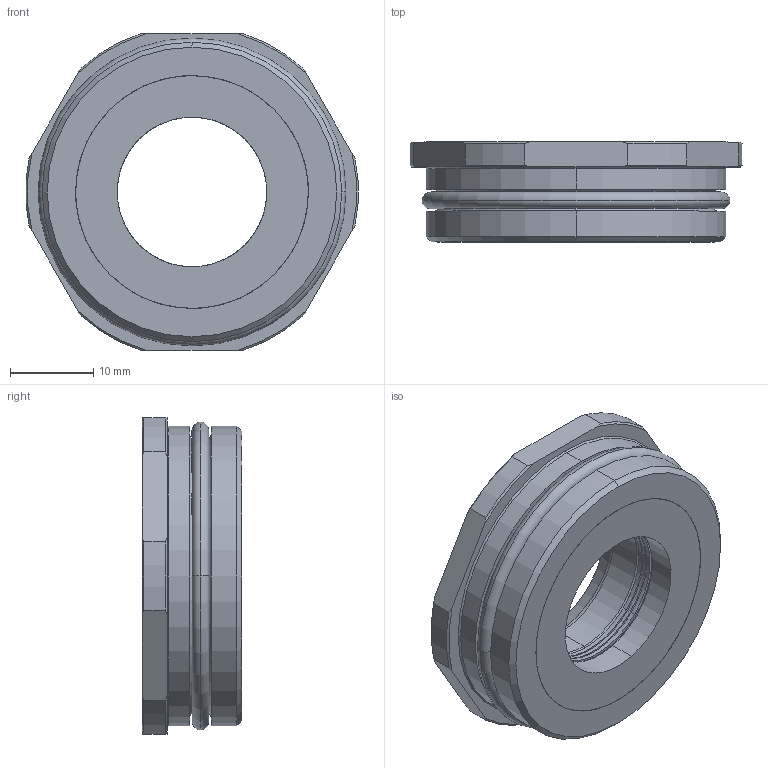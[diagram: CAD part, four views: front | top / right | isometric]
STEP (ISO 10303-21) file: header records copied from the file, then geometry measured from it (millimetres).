
FILE_DESCRIPTION (( 'STEP AP214' ), '1' );
FILE_NAME ('SB183638.STEP', '2013-06-26T07:35:08', ( '' ), ( '' ), 'SwSTEP 2.0', 'SolidWorks 2011', '' );
FILE_SCHEMA (( 'AUTOMOTIVE_DESIGN' ));
Length unit declared in the file: millimetre
Products named in the file (5): tapa 9SB18; JT32x2; SB183638; 9SB18; tg18
Assembly tree (4 placements, depth 2):
  SB183638
    tg18
    9SB18
    JT32x2
    tapa 9SB18
Bounding box: 39.91 x 12 x 38 mm (x, y, z)
Volume: 9479.2 mm3; surface area: 6931.7 mm2
Topology: 4 solids, 5 shells, 123 faces, 268 edges, 164 vertices
Faces by surface type: cylinder 48, torus 30, plane 25, cone 20
Entity records: 3684 total; most frequent: DIRECTION 674, CARTESIAN_POINT 634, ORIENTED_EDGE 536, AXIS2_PLACEMENT_3D 300, EDGE_CURVE 268, CIRCLE 170, VERTEX_POINT 164, EDGE_LOOP 142
